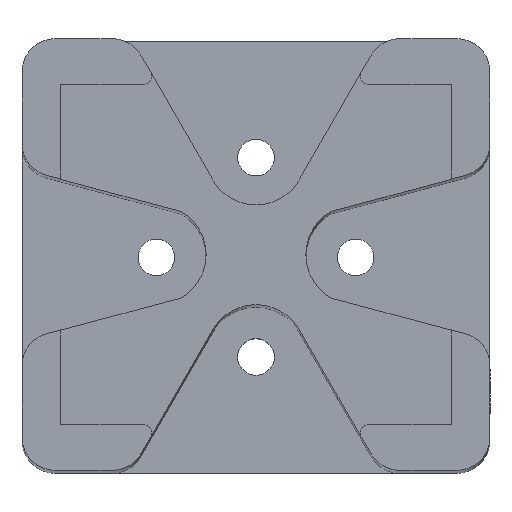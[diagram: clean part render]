
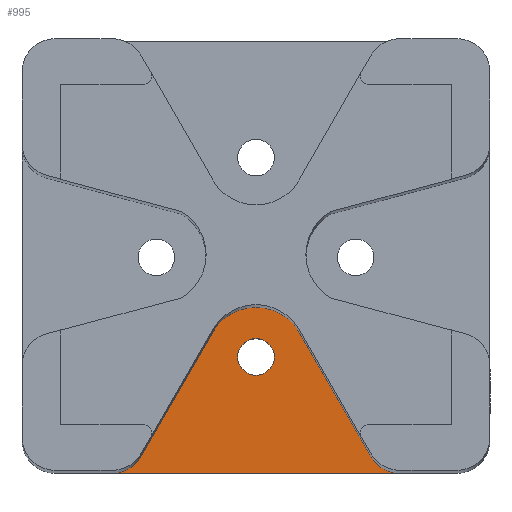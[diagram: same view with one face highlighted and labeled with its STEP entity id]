
A CAD part, top view. The second image highlights one B-rep face of the part: STEP entity #995.
In plain terms, the highlighted planar face has unit normal (0, 0, 1).
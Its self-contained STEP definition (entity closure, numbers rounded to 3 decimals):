
#21 = EDGE_CURVE ( 'NONE', #1143, #1036, #1238, .T. ) ;
#31 = CARTESIAN_POINT ( 'NONE',  ( 0., -12.99, 4. ) ) ;
#63 = CARTESIAN_POINT ( 'NONE',  ( -8.654, -10.99, 4. ) ) ;
#80 = DIRECTION ( 'NONE',  ( 0.5, -0.866, 0. ) ) ;
#87 = CARTESIAN_POINT ( 'NONE',  ( 1.1, -6., 4. ) ) ;
#126 = ORIENTED_EDGE ( 'NONE', *, *, #21, .F. ) ;
#133 = CARTESIAN_POINT ( 'NONE',  ( -2.598, -4.5, 4. ) ) ;
#136 = AXIS2_PLACEMENT_3D ( 'NONE', #1084, #1299, #2222 ) ;
#144 = DIRECTION ( 'NONE',  ( -1., 0., 0. ) ) ;
#221 = LINE ( 'NONE', #31, #666 ) ;
#223 = EDGE_CURVE ( 'NONE', #1036, #1942, #783, .T. ) ;
#327 = ORIENTED_EDGE ( 'NONE', *, *, #329, .F. ) ;
#329 = EDGE_CURVE ( 'NONE', #1658, #597, #819, .T. ) ;
#336 = FACE_BOUND ( 'NONE', #1915, .T. ) ;
#367 = CARTESIAN_POINT ( 'NONE',  ( 0., -6., 4. ) ) ;
#428 = DIRECTION ( 'NONE',  ( 0., 0., -1. ) ) ;
#479 = DIRECTION ( 'NONE',  ( -1., 0., 0. ) ) ;
#597 = VERTEX_POINT ( 'NONE', #2088 ) ;
#616 = ORIENTED_EDGE ( 'NONE', *, *, #2044, .T. ) ;
#631 = DIRECTION ( 'NONE',  ( -1., 0., 0. ) ) ;
#645 = CARTESIAN_POINT ( 'NONE',  ( 0., -6., 4. ) ) ;
#666 = VECTOR ( 'NONE', #1927, 1000. ) ;
#669 = FACE_OUTER_BOUND ( 'NONE', #839, .T. ) ;
#783 = CIRCLE ( 'NONE', #989, 3. ) ;
#819 = CIRCLE ( 'NONE', #2094, 1.1 ) ;
#839 = EDGE_LOOP ( 'NONE', ( #1768, #616, #1510, #1213, #126, #2015 ) ) ;
#857 = VECTOR ( 'NONE', #80, 1000. ) ;
#886 = CIRCLE ( 'NONE', #2271, 2. ) ;
#989 = AXIS2_PLACEMENT_3D ( 'NONE', #367, #1129, #144 ) ;
#995 = ADVANCED_FACE ( 'NONE', ( #336, #669 ), #1232, .F. ) ;
#1036 = VERTEX_POINT ( 'NONE', #2382 ) ;
#1056 = DIRECTION ( 'NONE',  ( -1., 0., 0. ) ) ;
#1084 = CARTESIAN_POINT ( 'NONE',  ( 0., -6., 4. ) ) ;
#1129 = DIRECTION ( 'NONE',  ( 0., 0., -1. ) ) ;
#1135 = CARTESIAN_POINT ( 'NONE',  ( -6.922, -11.99, 4. ) ) ;
#1143 = VERTEX_POINT ( 'NONE', #1135 ) ;
#1146 = CIRCLE ( 'NONE', #1811, 2. ) ;
#1202 = CIRCLE ( 'NONE', #136, 1.1 ) ;
#1208 = VERTEX_POINT ( 'NONE', #1766 ) ;
#1213 = ORIENTED_EDGE ( 'NONE', *, *, #223, .F. ) ;
#1232 = PLANE ( 'NONE',  #2368 ) ;
#1238 = LINE ( 'NONE', #133, #2327 ) ;
#1245 = CARTESIAN_POINT ( 'NONE',  ( 2.598, -4.5, 4. ) ) ;
#1278 = DIRECTION ( 'NONE',  ( 0., 0., -1. ) ) ;
#1299 = DIRECTION ( 'NONE',  ( 0., 0., 1. ) ) ;
#1301 = VERTEX_POINT ( 'NONE', #1584 ) ;
#1306 = EDGE_CURVE ( 'NONE', #1921, #1208, #221, .T. ) ;
#1350 = EDGE_CURVE ( 'NONE', #1942, #1301, #1982, .T. ) ;
#1430 = CARTESIAN_POINT ( 'NONE',  ( 0., -6., 4. ) ) ;
#1510 = ORIENTED_EDGE ( 'NONE', *, *, #1350, .F. ) ;
#1584 = CARTESIAN_POINT ( 'NONE',  ( 6.922, -11.99, 4. ) ) ;
#1632 = DIRECTION ( 'NONE',  ( 0.5, 0.866, 0. ) ) ;
#1658 = VERTEX_POINT ( 'NONE', #87 ) ;
#1745 = DIRECTION ( 'NONE',  ( 0., 0., -1. ) ) ;
#1766 = CARTESIAN_POINT ( 'NONE',  ( -8.654, -12.99, 4. ) ) ;
#1768 = ORIENTED_EDGE ( 'NONE', *, *, #1306, .F. ) ;
#1811 = AXIS2_PLACEMENT_3D ( 'NONE', #1985, #1745, #631 ) ;
#1915 = EDGE_LOOP ( 'NONE', ( #2323, #327 ) ) ;
#1921 = VERTEX_POINT ( 'NONE', #2100 ) ;
#1927 = DIRECTION ( 'NONE',  ( -1., 0., 0. ) ) ;
#1942 = VERTEX_POINT ( 'NONE', #2249 ) ;
#1978 = DIRECTION ( 'NONE',  ( 0., 0., 1. ) ) ;
#1982 = LINE ( 'NONE', #1245, #857 ) ;
#1985 = CARTESIAN_POINT ( 'NONE',  ( 8.654, -10.99, 4. ) ) ;
#2015 = ORIENTED_EDGE ( 'NONE', *, *, #2341, .T. ) ;
#2044 = EDGE_CURVE ( 'NONE', #1921, #1301, #1146, .T. ) ;
#2088 = CARTESIAN_POINT ( 'NONE',  ( -1.1, -6., 4. ) ) ;
#2094 = AXIS2_PLACEMENT_3D ( 'NONE', #645, #1978, #2143 ) ;
#2100 = CARTESIAN_POINT ( 'NONE',  ( 8.654, -12.99, 4. ) ) ;
#2143 = DIRECTION ( 'NONE',  ( -1., 0., 0. ) ) ;
#2222 = DIRECTION ( 'NONE',  ( -1., 0., 0. ) ) ;
#2249 = CARTESIAN_POINT ( 'NONE',  ( 2.598, -4.5, 4. ) ) ;
#2271 = AXIS2_PLACEMENT_3D ( 'NONE', #63, #428, #479 ) ;
#2323 = ORIENTED_EDGE ( 'NONE', *, *, #2402, .F. ) ;
#2327 = VECTOR ( 'NONE', #1632, 1000. ) ;
#2341 = EDGE_CURVE ( 'NONE', #1143, #1208, #886, .T. ) ;
#2368 = AXIS2_PLACEMENT_3D ( 'NONE', #1430, #1278, #1056 ) ;
#2382 = CARTESIAN_POINT ( 'NONE',  ( -2.598, -4.5, 4. ) ) ;
#2402 = EDGE_CURVE ( 'NONE', #597, #1658, #1202, .T. ) ;
